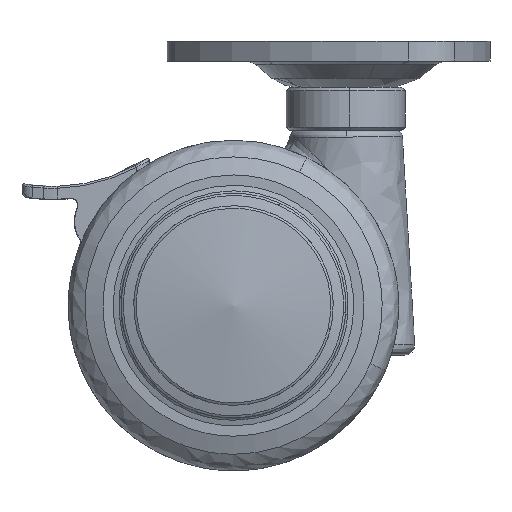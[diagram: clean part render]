
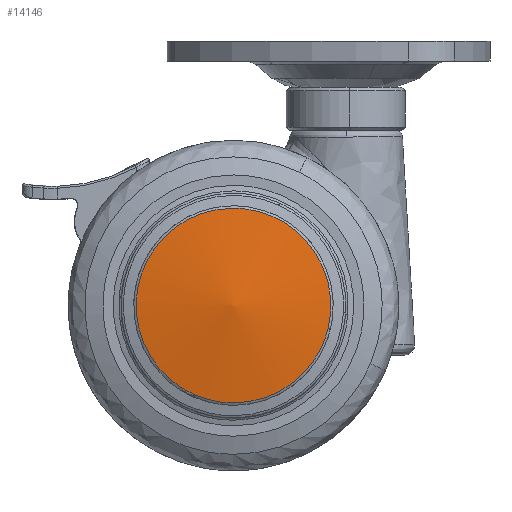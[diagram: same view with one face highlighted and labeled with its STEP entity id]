
A CAD part, front view. The second image highlights one B-rep face of the part: STEP entity #14146.
In plain terms, the highlighted free-form (B-spline) face has degree [2, 2] with [4, 4] control points.
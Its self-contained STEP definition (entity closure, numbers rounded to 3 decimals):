
#11062=CARTESIAN_POINT('',(-5.927,-22.599,-13.482));
#11063=VERTEX_POINT('',#11062);
#11077=CARTESIAN_POINT('',(0.0,-22.599,14.727));
#11078=VERTEX_POINT('',#11077);
#11079=CARTESIAN_POINT('',(0.0,-22.599,14.727));
#11080=CARTESIAN_POINT('',(-14.727,-22.599,14.727));
#11081=CARTESIAN_POINT('',(-14.727,-22.599,0.));
#11082=CARTESIAN_POINT('',(-14.727,-22.599,-9.613));
#11083=CARTESIAN_POINT('',(-5.927,-22.599,-13.482));
#11091=(BOUNDED_CURVE()B_SPLINE_CURVE(2,(#11079,#11080,#11081,#11082,#11083),.UNSPECIFIED.,.F.,.U.)B_SPLINE_CURVE_WITH_KNOTS((3,2,3),(0.0,0.25,0.432),.UNSPECIFIED.)CURVE()GEOMETRIC_REPRESENTATION_ITEM()RATIONAL_B_SPLINE_CURVE((1.0,0.707,1.0,0.787,0.884))REPRESENTATION_ITEM(''));
#11092=EDGE_CURVE('',#11078,#11063,#11091,.T.);
#11094=CARTESIAN_POINT('',(14.309,-22.599,-3.483));
#11095=VERTEX_POINT('',#11094);
#11096=CARTESIAN_POINT('',(14.309,-22.599,-3.483));
#11097=CARTESIAN_POINT('',(14.727,-22.599,-1.767));
#11098=CARTESIAN_POINT('',(14.727,-22.599,0.));
#11099=CARTESIAN_POINT('',(14.727,-22.599,14.727));
#11100=CARTESIAN_POINT('',(0.0,-22.599,14.727));
#11108=(BOUNDED_CURVE()B_SPLINE_CURVE(2,(#11096,#11097,#11098,#11099,#11100),.UNSPECIFIED.,.F.,.U.)B_SPLINE_CURVE_WITH_KNOTS((3,2,3),(0.71,0.75,1.0),.UNSPECIFIED.)CURVE()GEOMETRIC_REPRESENTATION_ITEM()RATIONAL_B_SPLINE_CURVE((0.921,0.953,1.0,0.707,1.0))REPRESENTATION_ITEM(''));
#11109=EDGE_CURVE('',#11095,#11078,#11108,.T.);
#11154=CARTESIAN_POINT('',(0.0,-22.599,-14.727));
#11155=VERTEX_POINT('',#11154);
#11156=CARTESIAN_POINT('',(0.0,-22.599,-14.727));
#11157=CARTESIAN_POINT('',(11.572,-22.599,-14.727));
#11158=CARTESIAN_POINT('',(14.309,-22.599,-3.483));
#11166=(BOUNDED_CURVE()B_SPLINE_CURVE(2,(#11156,#11157,#11158),.UNSPECIFIED.,.F.,.U.)B_SPLINE_CURVE_WITH_KNOTS((3,3),(0.5,0.71),.UNSPECIFIED.)CURVE()GEOMETRIC_REPRESENTATION_ITEM()RATIONAL_B_SPLINE_CURVE((1.0,0.754,0.921))REPRESENTATION_ITEM(''));
#11167=EDGE_CURVE('',#11155,#11095,#11166,.T.);
#11169=CARTESIAN_POINT('',(-5.927,-22.599,-13.482));
#11170=CARTESIAN_POINT('',(-3.094,-22.599,-14.727));
#11171=CARTESIAN_POINT('',(0.0,-22.599,-14.727));
#11179=(BOUNDED_CURVE()B_SPLINE_CURVE(2,(#11169,#11170,#11171),.UNSPECIFIED.,.F.,.U.)B_SPLINE_CURVE_WITH_KNOTS((3,3),(0.432,0.5),.UNSPECIFIED.)CURVE()GEOMETRIC_REPRESENTATION_ITEM()RATIONAL_B_SPLINE_CURVE((0.884,0.92,1.0))REPRESENTATION_ITEM(''));
#11180=EDGE_CURVE('',#11063,#11155,#11179,.T.);
#14116=CARTESIAN_POINT('',(-15.825,-20.007,-15.83));
#14117=CARTESIAN_POINT('',(-8.069,-22.208,-16.143));
#14118=CARTESIAN_POINT('',(8.071,-22.208,-16.143));
#14119=CARTESIAN_POINT('',(15.83,-20.006,-15.83));
#14120=CARTESIAN_POINT('',(-16.138,-22.21,-8.071));
#14121=CARTESIAN_POINT('',(-8.231,-24.5,-8.234));
#14122=CARTESIAN_POINT('',(8.234,-24.5,-8.234));
#14123=CARTESIAN_POINT('',(16.142,-22.208,-8.071));
#14124=CARTESIAN_POINT('',(-16.138,-22.21,8.071));
#14125=CARTESIAN_POINT('',(-8.231,-24.5,8.234));
#14126=CARTESIAN_POINT('',(8.234,-24.5,8.234));
#14127=CARTESIAN_POINT('',(16.142,-22.208,8.071));
#14128=CARTESIAN_POINT('',(-15.825,-20.007,15.83));
#14129=CARTESIAN_POINT('',(-8.069,-22.208,16.143));
#14130=CARTESIAN_POINT('',(8.071,-22.208,16.143));
#14131=CARTESIAN_POINT('',(15.83,-20.006,15.83));
#14139=(BOUNDED_SURFACE()B_SPLINE_SURFACE(2,2,((#14116,#14120,#14124,#14128),(#14117,#14121,#14125,#14129),(#14118,#14122,#14126,#14130),(#14119,#14123,#14127,#14131)),.UNSPECIFIED.,.F.,.F.,.U.)B_SPLINE_SURFACE_WITH_KNOTS((3,1,3),(3,1,3),(13.228,29.153,45.083),(13.223,29.153,45.084),.UNSPECIFIED.)GEOMETRIC_REPRESENTATION_ITEM()RATIONAL_B_SPLINE_SURFACE(((1.04,1.02,1.02,1.04),(1.02,1.0,1.0,1.02),(1.02,1.0,1.0,1.02),(1.04,1.02,1.02,1.04)))REPRESENTATION_ITEM('')SURFACE());
#14140=ORIENTED_EDGE('',*,*,#11092,.T.);
#14141=ORIENTED_EDGE('',*,*,#11180,.T.);
#14142=ORIENTED_EDGE('',*,*,#11167,.T.);
#14143=ORIENTED_EDGE('',*,*,#11109,.T.);
#14144=EDGE_LOOP('',(#14140,#14141,#14142,#14143));
#14145=FACE_OUTER_BOUND('',#14144,.T.);
#14146=ADVANCED_FACE('',(#14145),#14139,.T.);
